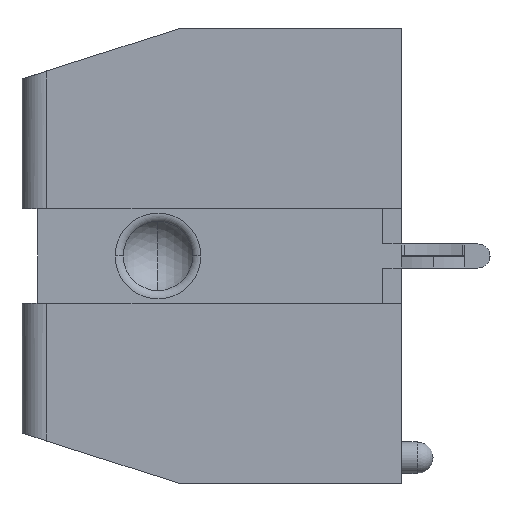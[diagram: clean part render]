
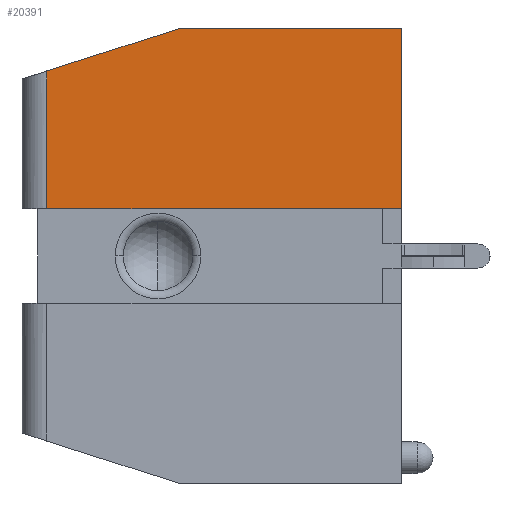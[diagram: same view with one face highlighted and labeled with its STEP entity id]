
A CAD part, left-side view. The second image highlights one B-rep face of the part: STEP entity #20391.
In plain terms, the highlighted planar face has unit normal (-1, 0.018, 0).
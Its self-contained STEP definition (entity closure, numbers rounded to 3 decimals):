
#20259 = VERTEX_POINT ( 'NONE', #35322 ) ;
#20262 = ORIENTED_EDGE ( 'NONE', *, *, #20264, .F. ) ;
#20264 = EDGE_CURVE ( 'NONE', #20359, #20259, #35320, .T. ) ;
#20266 = ORIENTED_EDGE ( 'NONE', *, *, #20358, .F. ) ;
#20356 = VERTEX_POINT ( 'NONE', #35427 ) ;
#20358 = EDGE_CURVE ( 'NONE', #20356, #20359, #35426, .T. ) ;
#20359 = VERTEX_POINT ( 'NONE', #35422 ) ;
#20391 = ADVANCED_FACE ( 'NONE', ( #35490 ), #35474, .T. ) ;
#20393 = EDGE_LOOP ( 'NONE', ( #20395, #20400, #20404, #20262, #20266 ) ) ;
#20395 = ORIENTED_EDGE ( 'NONE', *, *, #20396, .F. ) ;
#20396 = EDGE_CURVE ( 'NONE', #20397, #20356, #35536, .T. ) ;
#20397 = VERTEX_POINT ( 'NONE', #35529 ) ;
#20400 = ORIENTED_EDGE ( 'NONE', *, *, #20402, .T. ) ;
#20402 = EDGE_CURVE ( 'NONE', #20397, #20403, #35528, .T. ) ;
#20403 = VERTEX_POINT ( 'NONE', #35524 ) ;
#20404 = ORIENTED_EDGE ( 'NONE', *, *, #20405, .T. ) ;
#20405 = EDGE_CURVE ( 'NONE', #20403, #20259, #35523, .T. ) ;
#35317 = DIRECTION ( 'NONE',  ( 0., 0., -1. ) ) ;
#35318 = VECTOR ( 'NONE', #35317, 1000. ) ;
#35319 = CARTESIAN_POINT ( 'NONE',  ( -18.535, -9.3, 9.172 ) ) ;
#35320 = LINE ( 'NONE', #35319, #35318 ) ;
#35322 = CARTESIAN_POINT ( 'NONE',  ( -18.535, -9.3, 1.933 ) ) ;
#35422 = CARTESIAN_POINT ( 'NONE',  ( -18.535, -9.3, 9.172 ) ) ;
#35423 = DIRECTION ( 'NONE',  ( -0.017, -1., 0. ) ) ;
#35424 = VECTOR ( 'NONE', #35423, 1000. ) ;
#35425 = CARTESIAN_POINT ( 'NONE',  ( -18.534, -9.228, 9.172 ) ) ;
#35426 = LINE ( 'NONE', #35425, #35424 ) ;
#35427 = CARTESIAN_POINT ( 'NONE',  ( -18.38, -0.41, 9.172 ) ) ;
#35474 = PLANE ( 'NONE',  #35475 ) ;
#35475 = AXIS2_PLACEMENT_3D ( 'NONE', #35535, #35534, #35533 ) ;
#35490 = FACE_OUTER_BOUND ( 'NONE', #20393, .T. ) ;
#35520 = DIRECTION ( 'NONE',  ( -0.017, -1., 0. ) ) ;
#35521 = VECTOR ( 'NONE', #35520, 1000. ) ;
#35522 = CARTESIAN_POINT ( 'NONE',  ( -18.269, 5.94, 1.933 ) ) ;
#35523 = LINE ( 'NONE', #35522, #35521 ) ;
#35524 = CARTESIAN_POINT ( 'NONE',  ( -18.287, 4.942, 1.933 ) ) ;
#35525 = DIRECTION ( 'NONE',  ( 0., 0., -1. ) ) ;
#35526 = VECTOR ( 'NONE', #35525, 1000. ) ;
#35527 = CARTESIAN_POINT ( 'NONE',  ( -18.287, 4.942, 0.028 ) ) ;
#35528 = LINE ( 'NONE', #35527, #35526 ) ;
#35529 = CARTESIAN_POINT ( 'NONE',  ( -18.287, 4.942, 7.459 ) ) ;
#35530 = DIRECTION ( 'NONE',  ( -0.017, -0.952, 0.305 ) ) ;
#35531 = VECTOR ( 'NONE', #35530, 1000. ) ;
#35532 = CARTESIAN_POINT ( 'NONE',  ( -18.269, 5.936, 7.141 ) ) ;
#35533 = DIRECTION ( 'NONE',  ( -0.017, -1., 0. ) ) ;
#35534 = DIRECTION ( 'NONE',  ( -1., 0.017, 0. ) ) ;
#35535 = CARTESIAN_POINT ( 'NONE',  ( -18.269, 5.94, 0.028 ) ) ;
#35536 = LINE ( 'NONE', #35532, #35531 ) ;
